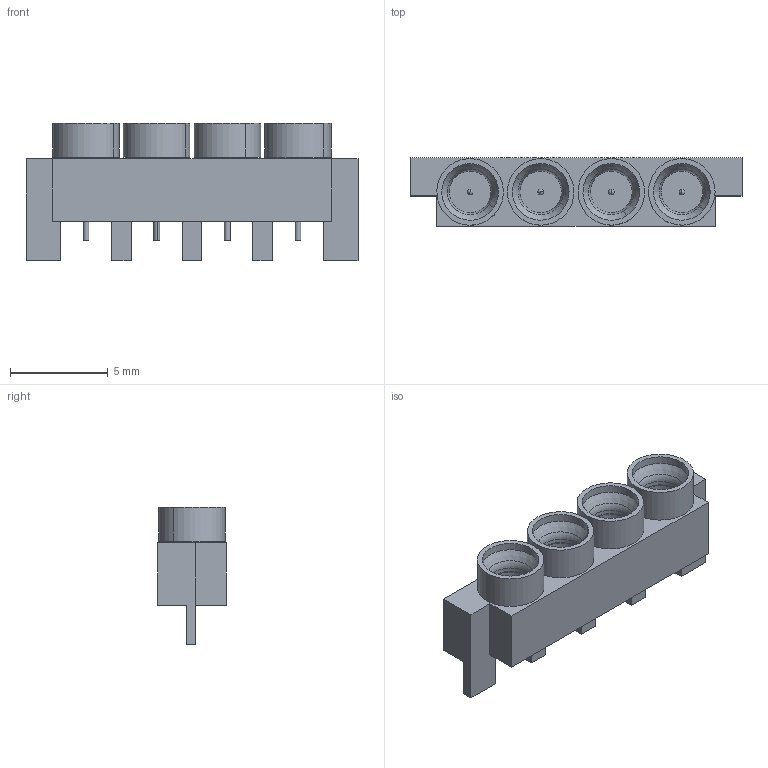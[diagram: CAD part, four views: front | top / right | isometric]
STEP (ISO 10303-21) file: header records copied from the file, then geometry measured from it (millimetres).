
FILE_DESCRIPTION (( 'STEP AP214' ), '1' );
FILE_NAME ('9311-60039.STEP', '2015-11-12T13:38:26', ( '' ), ( '' ), 'SwSTEP 2.0', 'SolidWorks 2015', '' );
FILE_SCHEMA (( 'AUTOMOTIVE_DESIGN' ));
Length unit declared in the file: inch
Products named in the file (1): 9311-60039
Bounding box: 16.97 x 3.51 x 7.01 mm (x, y, z)
Volume: 209.2 mm3; surface area: 436.1 mm2
Topology: 1 solids, 1 shells, 147 faces, 326 edges, 200 vertices
Faces by surface type: cylinder 64, plane 51, cone 16, torus 8, sphere 8
Entity records: 5936 total; most frequent: DIRECTION 774, CARTESIAN_POINT 666, ORIENTED_EDGE 636, EDGE_CURVE 318, AXIS2_PLACEMENT_3D 308, VERTEX_POINT 200, EDGE_LOOP 174, CIRCLE 160
